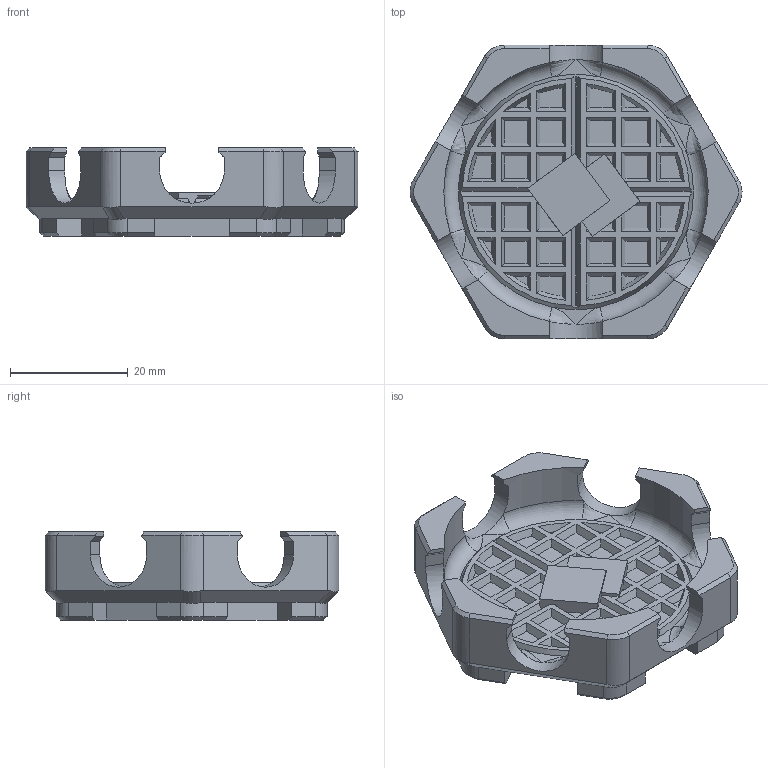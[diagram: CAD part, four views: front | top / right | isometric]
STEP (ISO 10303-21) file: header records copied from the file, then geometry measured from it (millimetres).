
FILE_DESCRIPTION(/* description */ ('','CAx-IF Rec.Pracs.---Representation and Presentation of Product Manufacturing Information (PMI)---4.0---2014-10-13'),/* implementation_level */ '2;1');
FILE_NAME(/* name */ 'Waffle.step',/* time_stamp */ '2025-03-26T19:21:10-07:00',/* author */ (''),/* organization */ (''),/* preprocessor_version */ 'ST-DEVELOPER v20',/* originating_system */ 'Autodesk Translation Framework v13.20.0.188',/* authorisation */ '');
FILE_SCHEMA (('AP242_MANAGED_MODEL_BASED_3D_ENGINEERING_MIM_LF { 1 0 10303 442 1 1 4 }'));
Length unit declared in the file: millimetre
Products named in the file (1): Waffle
Bounding box: 56.5 x 50 x 15 mm (x, y, z)
Volume: 14068.8 mm3; surface area: 10496.5 mm2
Topology: 2 solids, 2 shells, 366 faces, 954 edges, 606 vertices
Faces by surface type: plane 284, cone 33, cylinder 31, bspline 12, torus 6
Full cylindrical faces by diameter (mm): 40 x1
Entity records: 11730 total; most frequent: CARTESIAN_POINT 2859, ORIENTED_EDGE 1884, DIRECTION 1746, EDGE_CURVE 942, LINE 696, VECTOR 696, VERTEX_POINT 606, AXIS2_PLACEMENT_3D 525
